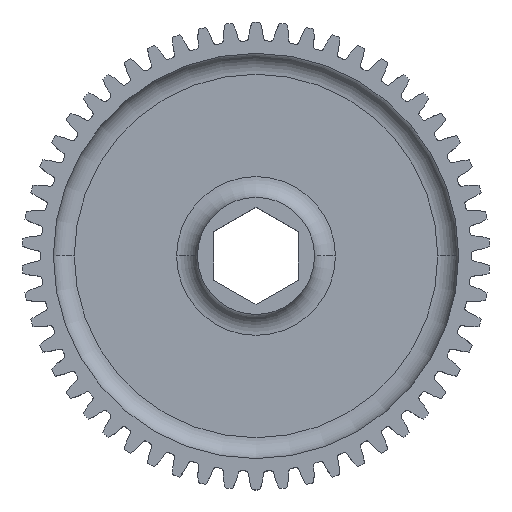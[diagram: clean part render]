
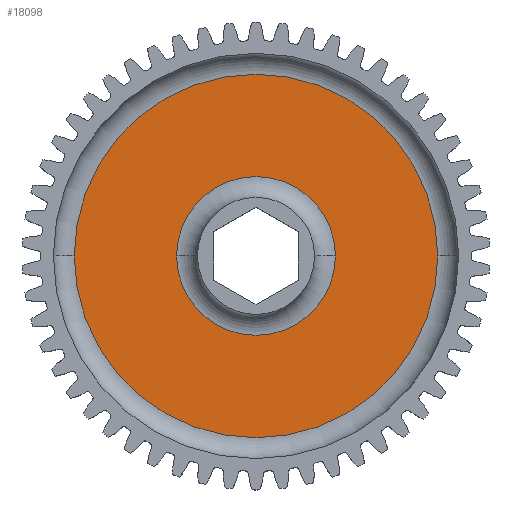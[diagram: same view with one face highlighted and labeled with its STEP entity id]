
A CAD part, top view. The second image highlights one B-rep face of the part: STEP entity #18098.
In plain terms, the highlighted planar face has unit normal (0, 0, 1).
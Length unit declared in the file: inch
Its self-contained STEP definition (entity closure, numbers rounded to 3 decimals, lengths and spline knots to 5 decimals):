
#102 = CARTESIAN_POINT ( 'NONE',  ( -0.475, 0., 0.045 ) ) ;
#545 = VERTEX_POINT ( 'NONE', #13115 ) ;
#586 = DIRECTION ( 'NONE',  ( 1., 0., 0. ) ) ;
#747 = VERTEX_POINT ( 'NONE', #16516 ) ;
#814 = CIRCLE ( 'NONE', #15482, 0.475 ) ;
#1644 = AXIS2_PLACEMENT_3D ( 'NONE', #12690, #6674, #9838 ) ;
#1655 = CARTESIAN_POINT ( 'NONE',  ( 1.0875, 0., 0.045 ) ) ;
#1848 = PLANE ( 'NONE',  #18216 ) ;
#1909 = CARTESIAN_POINT ( 'NONE',  ( 0., 0., 0.045 ) ) ;
#2040 = CARTESIAN_POINT ( 'NONE',  ( 0., 0., 0.045 ) ) ;
#2216 = CIRCLE ( 'NONE', #1644, 1.0875 ) ;
#2930 = EDGE_CURVE ( 'NONE', #747, #5262, #814, .T. ) ;
#4927 = DIRECTION ( 'NONE',  ( 1., 0., 0. ) ) ;
#5262 = VERTEX_POINT ( 'NONE', #102 ) ;
#5681 = EDGE_CURVE ( 'NONE', #12330, #545, #2216, .T. ) ;
#6328 = EDGE_CURVE ( 'NONE', #545, #12330, #11368, .T. ) ;
#6674 = DIRECTION ( 'NONE',  ( 0., 0., 1. ) ) ;
#7330 = EDGE_LOOP ( 'NONE', ( #9755, #15114 ) ) ;
#7565 = AXIS2_PLACEMENT_3D ( 'NONE', #17405, #8442, #18712 ) ;
#8422 = DIRECTION ( 'NONE',  ( 0., 0., -1. ) ) ;
#8442 = DIRECTION ( 'NONE',  ( 0., 0., 1. ) ) ;
#9078 = ORIENTED_EDGE ( 'NONE', *, *, #12996, .T. ) ;
#9755 = ORIENTED_EDGE ( 'NONE', *, *, #5681, .T. ) ;
#9838 = DIRECTION ( 'NONE',  ( 1., 0., 0. ) ) ;
#9927 = CIRCLE ( 'NONE', #12203, 0.475 ) ;
#10617 = ORIENTED_EDGE ( 'NONE', *, *, #2930, .T. ) ;
#10961 = DIRECTION ( 'NONE',  ( 0., 0., -1. ) ) ;
#11336 = EDGE_LOOP ( 'NONE', ( #10617, #9078 ) ) ;
#11368 = CIRCLE ( 'NONE', #7565, 1.0875 ) ;
#11490 = CARTESIAN_POINT ( 'NONE',  ( 0., 0., 0.045 ) ) ;
#12203 = AXIS2_PLACEMENT_3D ( 'NONE', #11490, #8422, #18896 ) ;
#12330 = VERTEX_POINT ( 'NONE', #1655 ) ;
#12521 = DIRECTION ( 'NONE',  ( 0., 0., 1. ) ) ;
#12690 = CARTESIAN_POINT ( 'NONE',  ( 0., 0., 0.045 ) ) ;
#12996 = EDGE_CURVE ( 'NONE', #5262, #747, #9927, .T. ) ;
#13115 = CARTESIAN_POINT ( 'NONE',  ( -1.0875, 0., 0.045 ) ) ;
#15114 = ORIENTED_EDGE ( 'NONE', *, *, #6328, .T. ) ;
#15482 = AXIS2_PLACEMENT_3D ( 'NONE', #1909, #10961, #4927 ) ;
#15527 = FACE_OUTER_BOUND ( 'NONE', #7330, .T. ) ;
#16516 = CARTESIAN_POINT ( 'NONE',  ( 0.475, 0., 0.045 ) ) ;
#17405 = CARTESIAN_POINT ( 'NONE',  ( 0., 0., 0.045 ) ) ;
#17632 = FACE_BOUND ( 'NONE', #11336, .T. ) ;
#18098 = ADVANCED_FACE ( 'NONE', ( #15527, #17632 ), #1848, .T. ) ;
#18216 = AXIS2_PLACEMENT_3D ( 'NONE', #2040, #12521, #586 ) ;
#18712 = DIRECTION ( 'NONE',  ( 1., 0., 0. ) ) ;
#18896 = DIRECTION ( 'NONE',  ( 1., 0., 0. ) ) ;
